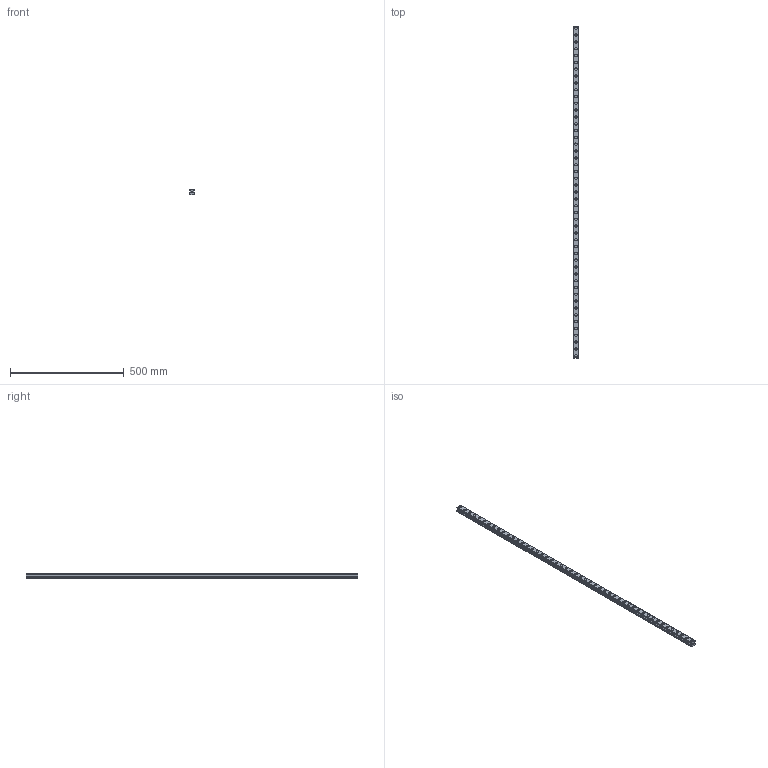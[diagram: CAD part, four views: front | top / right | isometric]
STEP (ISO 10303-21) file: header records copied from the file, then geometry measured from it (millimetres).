
FILE_DESCRIPTION(('STEP AP214'),'1');
FILE_NAME('cctmp_80E22146-371C-4111-8871-5D8ED9801DCA_2021_03_10_11_46_51_0818..stp','2021-03-10T10:46:52',('HIWIN GmbH'),('CADClick - www.CADClick.com'),'Spatial InterOp 3D',' ','unknown authorization');
FILE_SCHEMA(('AUTOMOTIVE_DESIGN'));
Length unit declared in the file: millimetre
Products named in the file (1): RGR25R1460H_FILE
Bounding box: 23 x 1460 x 23.6 mm (x, y, z)
Volume: 585042.6 mm3; surface area: 181869.2 mm2
Topology: 1 solids, 1 shells, 558 faces, 1215 edges, 810 vertices
Faces by surface type: cylinder 312, plane 246
Entity records: 20011 total; most frequent: DIRECTION 2957, CARTESIAN_POINT 2584, ORIENTED_EDGE 2430, EDGE_CURVE 1215, AXIS2_PLACEMENT_3D 1183, VERTEX_POINT 810, EDGE_LOOP 709, CIRCLE 624
